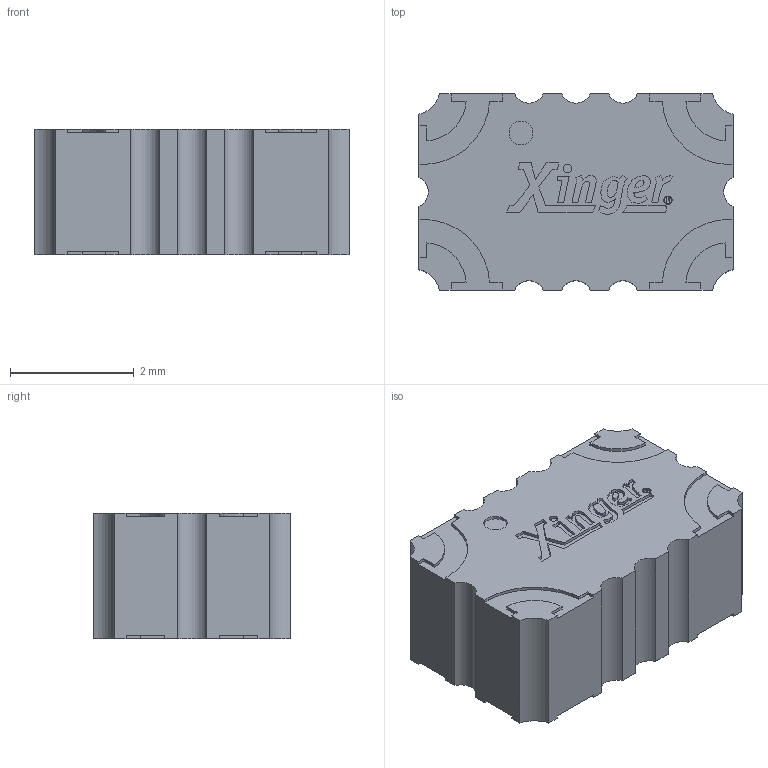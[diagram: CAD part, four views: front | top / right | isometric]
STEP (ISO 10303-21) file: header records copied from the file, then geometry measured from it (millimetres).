
FILE_DESCRIPTION (( 'STEP AP203' ), '1' );
FILE_NAME ('XMC50150F1-03G.STEP', '2025-05-08T16:58:55', ( '' ), ( '' ), 'SwSTEP 2.0', 'SolidWorks 2023', '' );
FILE_SCHEMA (( 'CONFIG_CONTROL_DESIGN' ));
Length unit declared in the file: inch
Products named in the file (1): XMC50150F1-03G
Bounding box: 5.08 x 3.17 x 2.03 mm (x, y, z)
Volume: 31 mm3; surface area: 67.2 mm2
Topology: 1 solids, 1 shells, 299 faces, 843 edges, 562 vertices
Faces by surface type: plane 174, cylinder 107, bspline 18
Entity records: 10842 total; most frequent: CARTESIAN_POINT 2923, ORIENTED_EDGE 1686, DIRECTION 1585, EDGE_CURVE 843, LINE 593, VECTOR 593, VERTEX_POINT 562, AXIS2_PLACEMENT_3D 496
